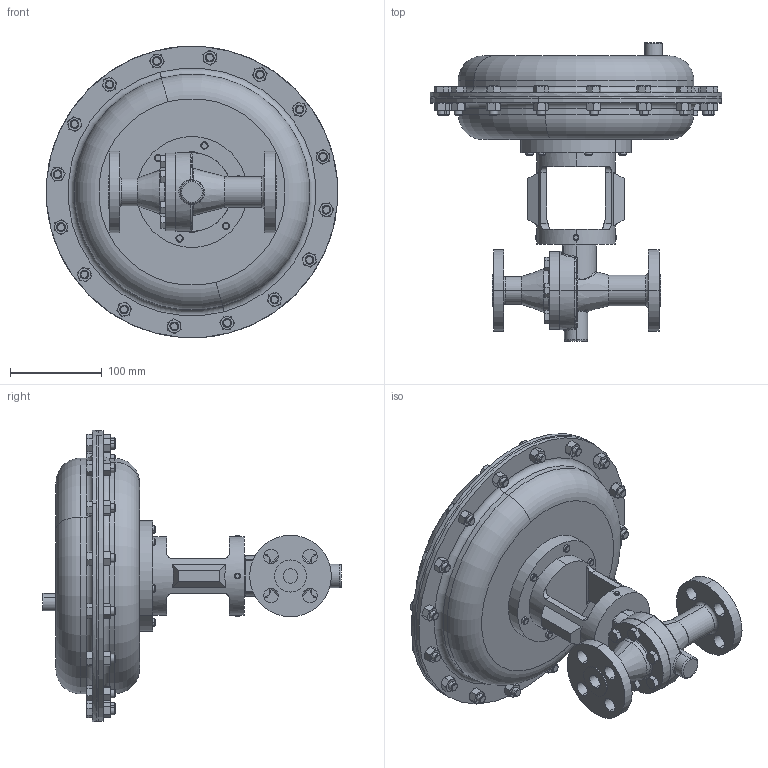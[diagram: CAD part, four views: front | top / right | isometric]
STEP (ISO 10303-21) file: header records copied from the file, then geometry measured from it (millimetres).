
FILE_DESCRIPTION (( 'STEP AP203' ), '1' );
FILE_NAME ('70-050-CS+S6-I5-55M.step', '2017-10-19T19:47:11', ( '' ), ( '' ), 'SwSTEP 2.0', 'SolidWorks 2014', '' );
FILE_SCHEMA (( 'CONFIG_CONTROL_DESIGN' ));
Length unit declared in the file: inch
Products named in the file (1): 70-050-CS+S6-I5-55M
Bounding box: 317.5 x 325.25 x 317.5 mm (x, y, z)
Volume: 5730746.5 mm3; surface area: 332791.7 mm2
Topology: 1 solids, 1 shells, 888 faces, 1994 edges, 1184 vertices
Faces by surface type: cone 382, plane 333, cylinder 128, torus 30, bspline 11, sphere 4
Entity records: 28450 total; most frequent: CARTESIAN_POINT 9590, ORIENTED_EDGE 3988, DIRECTION 3730, EDGE_CURVE 1994, AXIS2_PLACEMENT_3D 1564, VERTEX_POINT 1184, EDGE_LOOP 982, FACE_OUTER_BOUND 888
